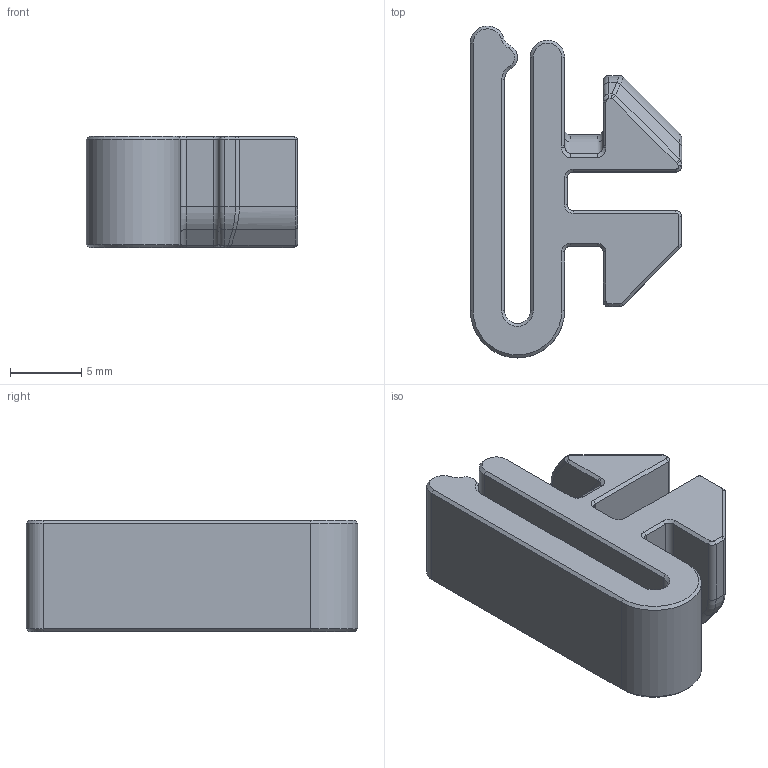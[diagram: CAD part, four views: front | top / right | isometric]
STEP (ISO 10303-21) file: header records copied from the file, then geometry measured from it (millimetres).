
FILE_DESCRIPTION(/* description */ (''),/* implementation_level */ '2;1');
FILE_NAME(/* name */ 'lcd_cable_clip_x4.step',/* time_stamp */ '2025-10-05T13:20:31-04:00',/* author */ (''),/* organization */ (''),/* preprocessor_version */ 'ST-DEVELOPER v20.1',/* originating_system */ 'Autodesk Translation Framework v14.17.0.0',/* authorisation */ '');
FILE_SCHEMA (('AUTOMOTIVE_DESIGN { 1 0 10303 214 3 1 1 }'));
Length unit declared in the file: millimetre
Products named in the file (1): lcd_cable_clip_x4
Bounding box: 14.8 x 23.25 x 7.8 mm (x, y, z)
Volume: 1371.4 mm3; surface area: 1376.4 mm2
Topology: 1 solids, 1 shells, 163 faces, 381 edges, 220 vertices
Faces by surface type: plane 60, cylinder 37, cone 32, bspline 28, torus 6
Entity records: 5009 total; most frequent: CARTESIAN_POINT 1395, ORIENTED_EDGE 762, DIRECTION 707, EDGE_CURVE 381, AXIS2_PLACEMENT_3D 240, LINE 227, VECTOR 227, VERTEX_POINT 220
